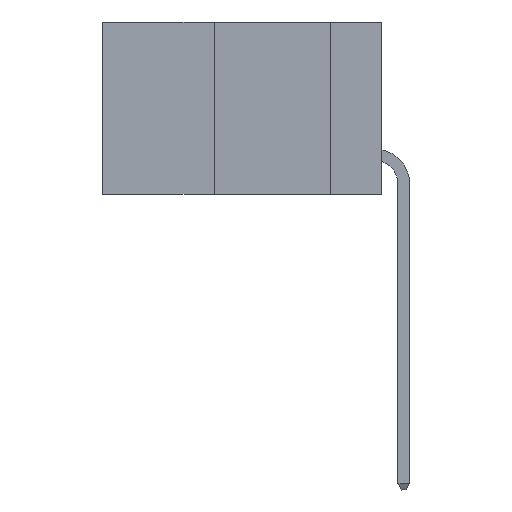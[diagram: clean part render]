
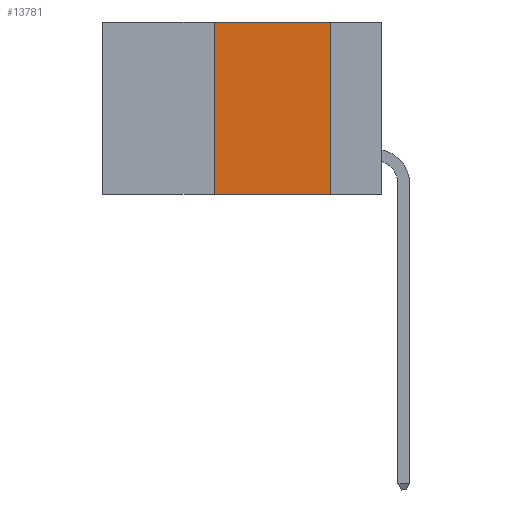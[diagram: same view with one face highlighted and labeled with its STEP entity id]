
A CAD part, left-side view. The second image highlights one B-rep face of the part: STEP entity #13781.
In plain terms, the highlighted planar face has unit normal (-1, 0, 0).
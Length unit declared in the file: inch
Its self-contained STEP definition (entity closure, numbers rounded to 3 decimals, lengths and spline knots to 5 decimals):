
#1235 = DIRECTION ( 'NONE',  ( 0., -1., 0. ) ) ;
#1333 = VERTEX_POINT ( 'NONE', #20983 ) ;
#1548 = VERTEX_POINT ( 'NONE', #14020 ) ;
#2839 = ORIENTED_EDGE ( 'NONE', *, *, #19085, .F. ) ;
#3158 = LINE ( 'NONE', #15759, #7290 ) ;
#4482 = EDGE_LOOP ( 'NONE', ( #11718, #18501, #2839, #21616 ) ) ;
#4710 = CARTESIAN_POINT ( 'NONE',  ( 0., 0.11, -0.37 ) ) ;
#5111 = VECTOR ( 'NONE', #15181, 39.37008 ) ;
#5286 = CARTESIAN_POINT ( 'NONE',  ( 0., 0.6, 0. ) ) ;
#7290 = VECTOR ( 'NONE', #11709, 39.37008 ) ;
#7488 = LINE ( 'NONE', #14194, #17744 ) ;
#7629 = LINE ( 'NONE', #5286, #11744 ) ;
#8547 = CARTESIAN_POINT ( 'NONE',  ( 0., 0.11, 0. ) ) ;
#10092 = PLANE ( 'NONE',  #22486 ) ;
#11052 = CARTESIAN_POINT ( 'NONE',  ( 0., 0.6, -0.37 ) ) ;
#11709 = DIRECTION ( 'NONE',  ( 0., 0., 1. ) ) ;
#11718 = ORIENTED_EDGE ( 'NONE', *, *, #21768, .F. ) ;
#11744 = VECTOR ( 'NONE', #1235, 39.37008 ) ;
#13781 = ADVANCED_FACE ( 'NONE', ( #23936 ), #10092, .F. ) ;
#14020 = CARTESIAN_POINT ( 'NONE',  ( 0., 0.36, 0. ) ) ;
#14194 = CARTESIAN_POINT ( 'NONE',  ( 0., 0.11, 0. ) ) ;
#14208 = DIRECTION ( 'NONE',  ( 0., 0., -1. ) ) ;
#15181 = DIRECTION ( 'NONE',  ( 0., -1., 0. ) ) ;
#15759 = CARTESIAN_POINT ( 'NONE',  ( 0., 0.36, 0. ) ) ;
#16278 = DIRECTION ( 'NONE',  ( 0., 0., -1. ) ) ;
#17739 = EDGE_CURVE ( 'NONE', #1333, #20094, #21300, .T. ) ;
#17744 = VECTOR ( 'NONE', #16278, 39.37008 ) ;
#18501 = ORIENTED_EDGE ( 'NONE', *, *, #24731, .F. ) ;
#19085 = EDGE_CURVE ( 'NONE', #1333, #1548, #3158, .T. ) ;
#20094 = VERTEX_POINT ( 'NONE', #4710 ) ;
#20983 = CARTESIAN_POINT ( 'NONE',  ( 0., 0.36, -0.37 ) ) ;
#21300 = LINE ( 'NONE', #11052, #5111 ) ;
#21616 = ORIENTED_EDGE ( 'NONE', *, *, #17739, .T. ) ;
#21768 = EDGE_CURVE ( 'NONE', #23944, #20094, #7488, .T. ) ;
#22486 = AXIS2_PLACEMENT_3D ( 'NONE', #24255, #26202, #14208 ) ;
#23936 = FACE_OUTER_BOUND ( 'NONE', #4482, .T. ) ;
#23944 = VERTEX_POINT ( 'NONE', #8547 ) ;
#24255 = CARTESIAN_POINT ( 'NONE',  ( 0., 0.6, 0. ) ) ;
#24731 = EDGE_CURVE ( 'NONE', #1548, #23944, #7629, .T. ) ;
#26202 = DIRECTION ( 'NONE',  ( 1., 0., 0. ) ) ;
